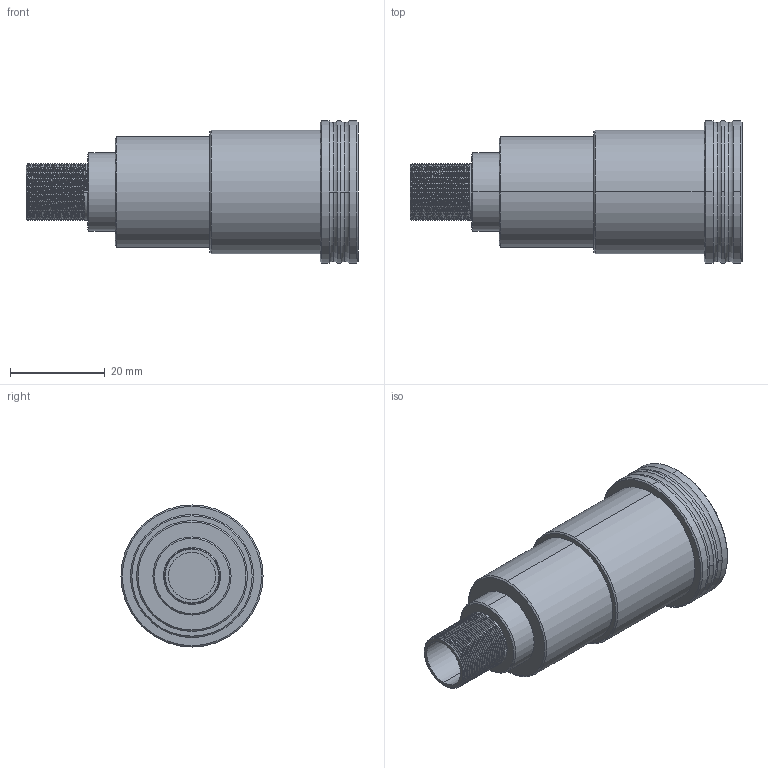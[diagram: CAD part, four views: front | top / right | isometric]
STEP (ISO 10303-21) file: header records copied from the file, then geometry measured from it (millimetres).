
FILE_DESCRIPTION(('Open CASCADE Model'),'2;1');
FILE_NAME('Open CASCADE Shape Model','2026-02-14T10:50:58',('Author'),( 'Open CASCADE'),'Open CASCADE STEP processor 7.7','Open CASCADE 7.7' ,'Unknown');
FILE_SCHEMA(('AUTOMOTIVE_DESIGN { 1 0 10303 214 1 1 1 1 }'));
Length unit declared in the file: millimetre
Products named in the file (2): Open CASCADE STEP translator 7.7 8; L147-75-M12
Assembly tree (1 placements, depth 2):
  Open CASCADE STEP translator 7.7 8
    L147-75-M12
Bounding box: 70.1 x 30 x 30 mm (x, y, z)
Volume: 28198.3 mm3; surface area: 6899.1 mm2
Topology: 1 solids, 1 shells, 98 faces, 259 edges, 168 vertices
Faces by surface type: cylinder 64, cone 14, torus 8, plane 8, bspline 3, sphere 1
Entity records: 12007 total; most frequent: CARTESIAN_POINT 7189, DIRECTION 813, ORIENTED_EDGE 516, PCURVE 516, DEFINITIONAL_REPRESENTATION 516, LINE 457, VECTOR 457, EDGE_CURVE 258
